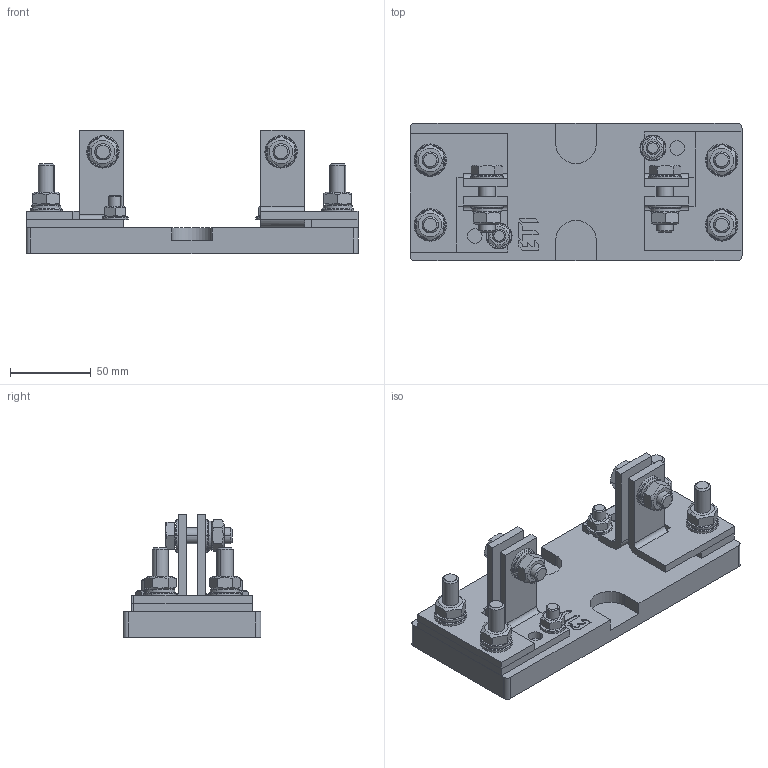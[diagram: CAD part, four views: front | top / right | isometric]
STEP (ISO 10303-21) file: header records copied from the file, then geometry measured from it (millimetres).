
FILE_DESCRIPTION((''),'2;1');
FILE_NAME('574_ASM','2021-04-19T',('marketing.praksa'),('Audax d.o.o.'),'CREO PARAMETRIC BY PTC INC, 2017480','CREO PARAMETRIC BY PTC INC, 2017480','');
FILE_SCHEMA(('AUTOMOTIVE_DESIGN { 1 0 10303 214 1 1 1 1 }'));
Length unit declared in the file: millimetre
Products named in the file (49): SCREW_PRT1_1_1_1_1_2_3_4; PRT0134_1_1_1_1_2_3_4; SCREW_PRT2_1_1_1_1_2_3_4; SCREW_PRT4_1_1_1_1_2_3_4; ASM0100_ASM; SCREW_PRT1_1_1_1_1_2_3_4_1; PRT0134_1_1_1_1_2_3_4_1; SCREW_PRT2_1_1_1_1_2_3_4_1; SCREW_PRT4_1_1_1_1_2_3_4_1; BIG-BASE-SCREW_ASM; SCREW_PRT1_1_1_1_1_2_3_4_1_1; PRT0134_1_1_1_1_2_3_4_1_1; SCREW_PRT2_1_1_1_1_2_3_4_1_1; SCREW_PRT4_1_1_1_1_2_3_4_1_1; ASM0101_ASM; SCREW_PRT1_1_1_1_1_2_3_4_1_1_2; PRT0134_1_1_1_1_2_3_4_1_1_2; SCREW_PRT2_1_1_1_1_2_3_4_1_1_2; SCREW_PRT4_1_1_1_1_2_3_4_1_1_2; ASM0102_ASM; PRT0139_1_1_2; PRT0140_1_1_2; PRT0141_1_1_2; ASM0103_ASM; PRT0139_1_1_2_3; PRT0140_1_1_2_3; PRT0141_1_1_2_3; ASM01045_ASM; SCREW_PRT1_1_1_2_3; PRT0134_1_1_2_3; PRT0135_1_1_2_3; SCREW_PRT2_1_1_2_3; SCREW_PRT4_1_1_2_3; 55_ASM; SCREW_PRT1_1_1_2_3_1; PRT0134_1_1_2_3_1; PRT0135_1_1_2_3_1; SCREW_PRT2_1_1_2_3_1; SCREW_PRT4_1_1_2_3_1; BIG-SCREW_ASM ...
Assembly tree (48 placements, depth 3):
  574_ASM
    ASM0100_ASM
      SCREW_PRT1_1_1_1_1_2_3_4
      PRT0134_1_1_1_1_2_3_4
      SCREW_PRT2_1_1_1_1_2_3_4
      SCREW_PRT4_1_1_1_1_2_3_4
    BIG-BASE-SCREW_ASM
      SCREW_PRT1_1_1_1_1_2_3_4_1
      PRT0134_1_1_1_1_2_3_4_1
      SCREW_PRT2_1_1_1_1_2_3_4_1
      SCREW_PRT4_1_1_1_1_2_3_4_1
    ASM0101_ASM
      SCREW_PRT1_1_1_1_1_2_3_4_1_1
      PRT0134_1_1_1_1_2_3_4_1_1
      SCREW_PRT2_1_1_1_1_2_3_4_1_1
      SCREW_PRT4_1_1_1_1_2_3_4_1_1
    ASM0102_ASM
      SCREW_PRT1_1_1_1_1_2_3_4_1_1_2
      PRT0134_1_1_1_1_2_3_4_1_1_2
      SCREW_PRT2_1_1_1_1_2_3_4_1_1_2
      SCREW_PRT4_1_1_1_1_2_3_4_1_1_2
    ASM0103_ASM
      PRT0139_1_1_2
      PRT0140_1_1_2
      PRT0141_1_1_2
    ASM01045_ASM
      PRT0139_1_1_2_3
      PRT0140_1_1_2_3
      PRT0141_1_1_2_3
    55_ASM
      SCREW_PRT1_1_1_2_3
      PRT0134_1_1_2_3
      PRT0135_1_1_2_3
      SCREW_PRT2_1_1_2_3
      SCREW_PRT4_1_1_2_3
    BIG-SCREW_ASM
      SCREW_PRT1_1_1_2_3_1
      PRT0134_1_1_2_3_1
      PRT0135_1_1_2_3_1
      SCREW_PRT2_1_1_2_3_1
      SCREW_PRT4_1_1_2_3_1
    ASM010454_ASM
      PRT0146
      COPPER2
    COPPER_ASM
      PRT0146_1
      COPPER2_1
    PRT0148
    PRT0003
Bounding box: 205 x 85 x 76 mm (x, y, z)
Volume: 394663.9 mm3; surface area: 117032.8 mm2
Topology: 40 solids, 40 shells, 557 faces, 1504 edges, 1036 vertices
Faces by surface type: plane 313, cylinder 164, cone 80
Entity records: 30788 total; most frequent: CARTESIAN_POINT 4817, DIRECTION 3212, ORIENTED_EDGE 3008, PRESENTATION_STYLE_ASSIGNMENT 2101, STYLED_ITEM 2101, CURVE_STYLE 1504, EDGE_CURVE 1504, AXIS2_PLACEMENT_3D 1218
